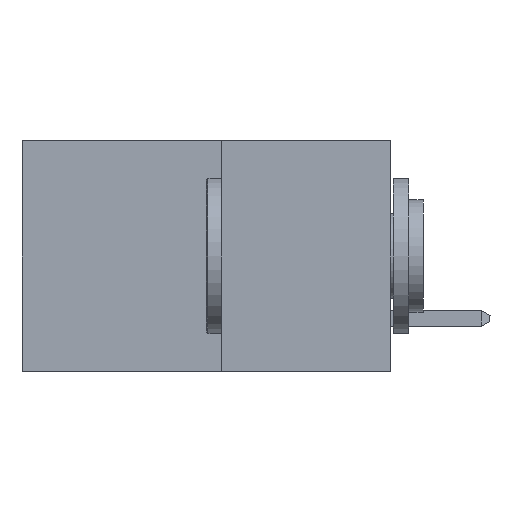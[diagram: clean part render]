
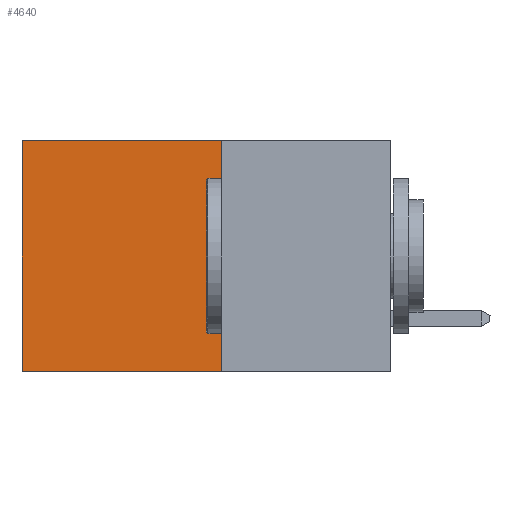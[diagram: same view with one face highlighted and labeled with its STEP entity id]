
A CAD part, left-side view. The second image highlights one B-rep face of the part: STEP entity #4640.
In plain terms, the highlighted planar face has unit normal (-1, 0, 0).
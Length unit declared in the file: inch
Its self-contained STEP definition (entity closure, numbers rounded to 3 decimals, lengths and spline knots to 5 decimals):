
#280 = VERTEX_POINT ( 'NONE', #7359 ) ;
#422 = FACE_OUTER_BOUND ( 'NONE', #915, .T. ) ;
#672 = CARTESIAN_POINT ( 'NONE',  ( 0.277, 0.27, -0.37 ) ) ;
#915 = EDGE_LOOP ( 'NONE', ( #3194, #5802, #6635, #9719 ) ) ;
#938 = EDGE_CURVE ( 'NONE', #14123, #1695, #1680, .T. ) ;
#1469 = VERTEX_POINT ( 'NONE', #672 ) ;
#1680 = LINE ( 'NONE', #2170, #19172 ) ;
#1695 = VERTEX_POINT ( 'NONE', #13840 ) ;
#2170 = CARTESIAN_POINT ( 'NONE',  ( 0.277, 0.59, -0.37 ) ) ;
#2490 = CARTESIAN_POINT ( 'NONE',  ( 0.277, 0.27, -0.37 ) ) ;
#2559 = DIRECTION ( 'NONE',  ( 0., 1., 0. ) ) ;
#2918 = EDGE_CURVE ( 'NONE', #280, #14123, #5575, .T. ) ;
#3028 = LINE ( 'NONE', #2490, #11547 ) ;
#3194 = ORIENTED_EDGE ( 'NONE', *, *, #938, .T. ) ;
#4640 = ADVANCED_FACE ( 'NONE', ( #422 ), #8727, .F. ) ;
#5071 = DIRECTION ( 'NONE',  ( 0., 0., -1. ) ) ;
#5575 = LINE ( 'NONE', #20703, #18548 ) ;
#5802 = ORIENTED_EDGE ( 'NONE', *, *, #12552, .F. ) ;
#6333 = AXIS2_PLACEMENT_3D ( 'NONE', #8782, #8655, #8614 ) ;
#6635 = ORIENTED_EDGE ( 'NONE', *, *, #16490, .F. ) ;
#7359 = CARTESIAN_POINT ( 'NONE',  ( 0.277, 0.27, 0. ) ) ;
#8614 = DIRECTION ( 'NONE',  ( 0., 0., -1. ) ) ;
#8655 = DIRECTION ( 'NONE',  ( 1., 0., 0. ) ) ;
#8727 = PLANE ( 'NONE',  #6333 ) ;
#8782 = CARTESIAN_POINT ( 'NONE',  ( 0.277, 0.27, -0.37 ) ) ;
#8886 = CARTESIAN_POINT ( 'NONE',  ( 0.277, 0.59, 0. ) ) ;
#9719 = ORIENTED_EDGE ( 'NONE', *, *, #2918, .T. ) ;
#10131 = CARTESIAN_POINT ( 'NONE',  ( 0.277, 0.27, -0.37 ) ) ;
#11547 = VECTOR ( 'NONE', #2559, 39.37008 ) ;
#12552 = EDGE_CURVE ( 'NONE', #1469, #1695, #3028, .T. ) ;
#12669 = VECTOR ( 'NONE', #5071, 39.37008 ) ;
#13578 = DIRECTION ( 'NONE',  ( 0., 0., -1. ) ) ;
#13840 = CARTESIAN_POINT ( 'NONE',  ( 0.277, 0.59, -0.37 ) ) ;
#14123 = VERTEX_POINT ( 'NONE', #8886 ) ;
#16490 = EDGE_CURVE ( 'NONE', #280, #1469, #17129, .T. ) ;
#17129 = LINE ( 'NONE', #10131, #12669 ) ;
#18548 = VECTOR ( 'NONE', #20567, 39.37008 ) ;
#19172 = VECTOR ( 'NONE', #13578, 39.37008 ) ;
#20567 = DIRECTION ( 'NONE',  ( 0., 1., 0. ) ) ;
#20703 = CARTESIAN_POINT ( 'NONE',  ( 0.277, 0.27, 0. ) ) ;
